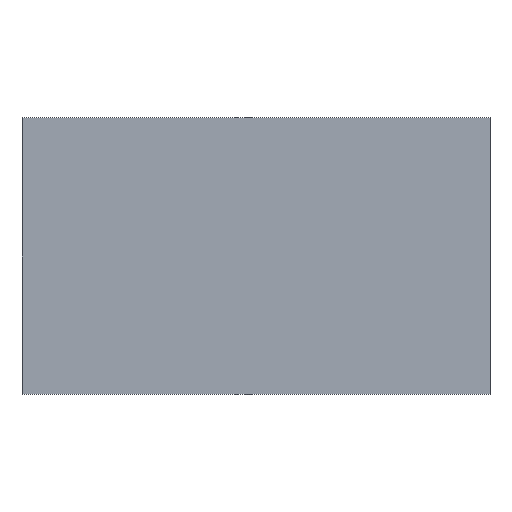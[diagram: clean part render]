
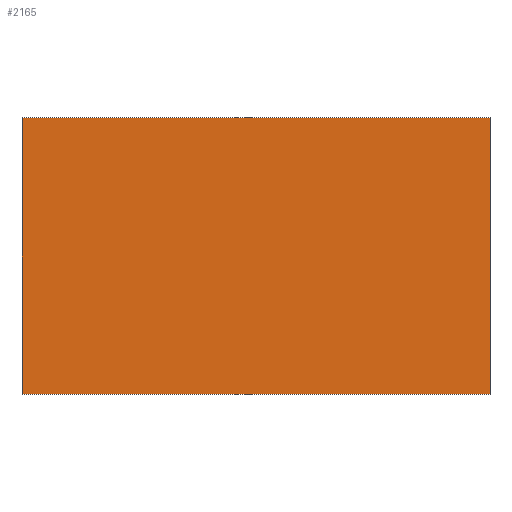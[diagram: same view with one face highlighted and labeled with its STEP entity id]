
A CAD part, top view. The second image highlights one B-rep face of the part: STEP entity #2165.
In plain terms, the highlighted planar face has unit normal (0, 0, 1).
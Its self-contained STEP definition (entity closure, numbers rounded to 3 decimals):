
#2050=DIRECTION('',(0.,-1.,0.));
#2051=VECTOR('',#2050,520.);
#2052=CARTESIAN_POINT('',(-440.,260.,4.));
#2053=LINE('',#2052,#2051);
#2054=DIRECTION('',(-1.,0.,0.));
#2055=VECTOR('',#2054,880.);
#2056=CARTESIAN_POINT('',(440.,260.,4.));
#2057=LINE('',#2056,#2055);
#2058=DIRECTION('',(0.,1.,0.));
#2059=VECTOR('',#2058,520.);
#2060=CARTESIAN_POINT('',(440.,-260.,4.));
#2061=LINE('',#2060,#2059);
#2062=DIRECTION('',(1.,0.,0.));
#2063=VECTOR('',#2062,880.);
#2064=CARTESIAN_POINT('',(-440.,-260.,4.));
#2065=LINE('',#2064,#2063);
#2074=CARTESIAN_POINT('',(-440.,260.,4.));
#2075=CARTESIAN_POINT('',(-440.,-260.,4.));
#2076=VERTEX_POINT('',#2074);
#2077=VERTEX_POINT('',#2075);
#2078=CARTESIAN_POINT('',(440.,-260.,4.));
#2079=VERTEX_POINT('',#2078);
#2080=CARTESIAN_POINT('',(440.,260.,4.));
#2081=VERTEX_POINT('',#2080);
#2154=CARTESIAN_POINT('',(0.,0.,4.));
#2155=DIRECTION('',(0.,0.,1.));
#2156=DIRECTION('',(1.,0.,0.));
#2157=AXIS2_PLACEMENT_3D('',#2154,#2155,#2156);
#2158=PLANE('',#2157);
#2159=ORIENTED_EDGE('',*,*,#2106,.F.);
#2160=ORIENTED_EDGE('',*,*,#2121,.F.);
#2161=ORIENTED_EDGE('',*,*,#2135,.F.);
#2162=ORIENTED_EDGE('',*,*,#2148,.F.);
#2163=EDGE_LOOP('',(#2159,#2160,#2161,#2162));
#2164=FACE_OUTER_BOUND('',#2163,.F.);
#2165=ADVANCED_FACE('',(#2164),#2158,.T.);
#2106=EDGE_CURVE('',#2076,#2077,#2053,.T.);
#2121=EDGE_CURVE('',#2081,#2076,#2057,.T.);
#2135=EDGE_CURVE('',#2079,#2081,#2061,.T.);
#2148=EDGE_CURVE('',#2077,#2079,#2065,.T.);
